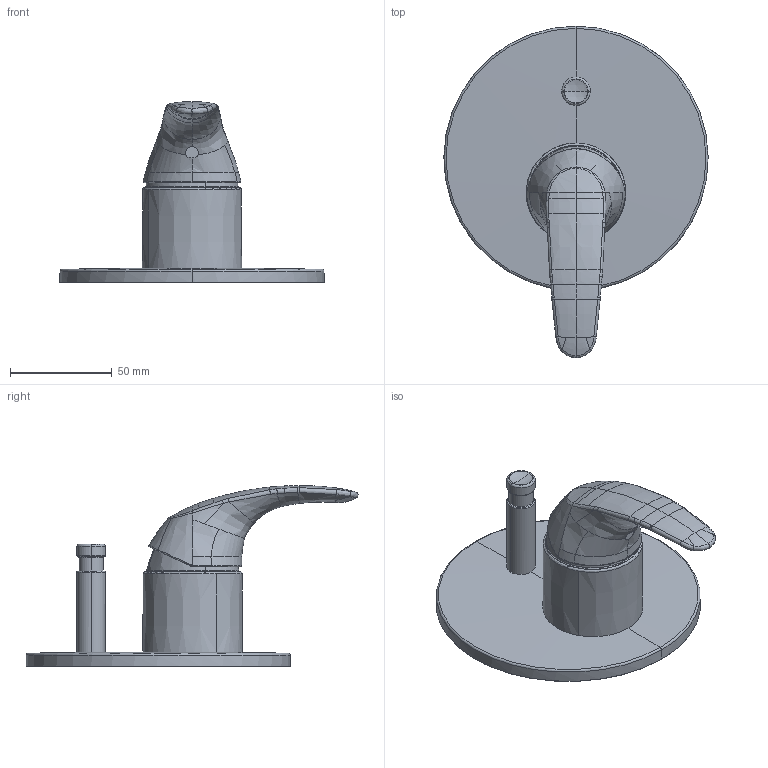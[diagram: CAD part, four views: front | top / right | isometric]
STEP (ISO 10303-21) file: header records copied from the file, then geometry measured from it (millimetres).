
FILE_DESCRIPTION (( 'STEP AP203' ), '1' );
FILE_NAME ('1484+46169103.STEP', '2018-06-07T03:54:03', ( '' ), ( '' ), 'SwSTEP 2.0', 'SolidWorks 2016', '' );
FILE_SCHEMA (( 'CONFIG_CONTROL_DESIGN' ));
Length unit declared in the file: millimetre
Products named in the file (1): 1484+46169103
Bounding box: 130.21 x 163.55 x 89.1 mm (x, y, z)
Volume: 228039.8 mm3; surface area: 44228.2 mm2
Topology: 1 solids, 1 shells, 130 faces, 307 edges, 183 vertices
Faces by surface type: bspline 90, torus 14, cylinder 11, plane 7, sphere 4, cone 4
Entity records: 11093 total; most frequent: CARTESIAN_POINT 8726, ORIENTED_EDGE 614, EDGE_CURVE 307, DIRECTION 237, B_SPLINE_CURVE_WITH_KNOTS 214, VERTEX_POINT 183, EDGE_LOOP 134, FACE_OUTER_BOUND 130
